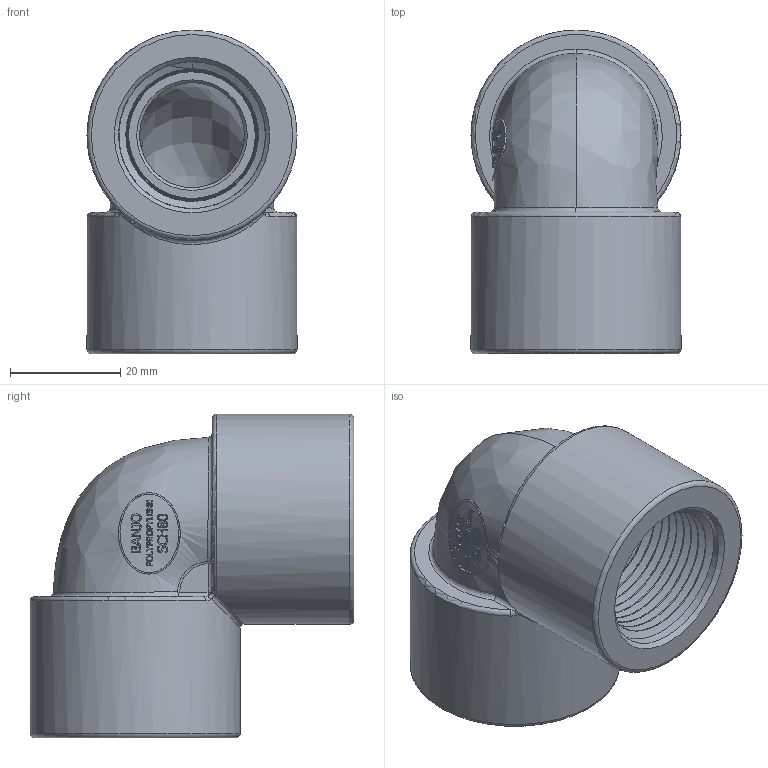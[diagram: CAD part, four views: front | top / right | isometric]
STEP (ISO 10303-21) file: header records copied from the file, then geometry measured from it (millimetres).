
FILE_DESCRIPTION(/* description */ ('3/4" 90 DEG. ELBOW'),/* implementation_level */ '2;1');
FILE_NAME(/* name */ 'EL075-90.stp',/* time_stamp */ '2013-11-04T11:47:25-05:00',/* author */ ('DTruax'),/* organization */ (''),/* preprocessor_version */ 'ST-DEVELOPER v15.2',/* originating_system */ 'Autodesk Inventor 2014',/* authorisation */ '');
FILE_SCHEMA (('AUTOMOTIVE_DESIGN { 1 0 10303 214 3 1 1 }'));
Length unit declared in the file: inch
Products named in the file (1): EL075-90
Bounding box: 38.1 x 58.7 x 58.72 mm (x, y, z)
Volume: 0.1 mm3; surface area: 17636.3 mm2
Topology: 2 solids, 3 shells, 449 faces, 1192 edges, 782 vertices
Faces by surface type: bspline 225, plane 173, cone 32, cylinder 11, sphere 4, torus 4
Full cylindrical faces by diameter (mm): 19.05 x2, 38.1 x2
Entity records: 22651 total; most frequent: CARTESIAN_POINT 14253, ORIENTED_EDGE 2204, EDGE_CURVE 1102, DIRECTION 832, VERTEX_POINT 734, B_SPLINE_CURVE_WITH_KNOTS 721, EDGE_LOOP 480, ADVANCED_FACE 426
